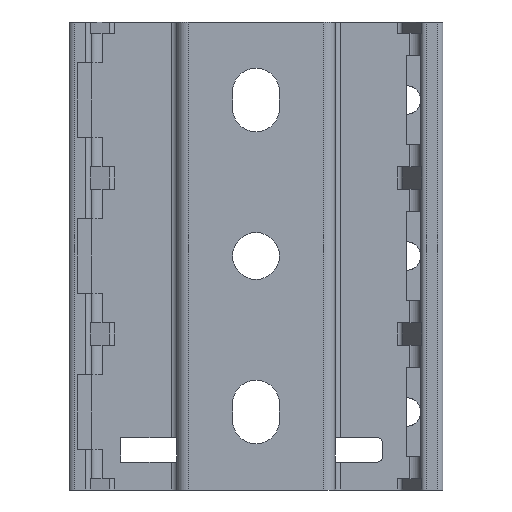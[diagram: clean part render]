
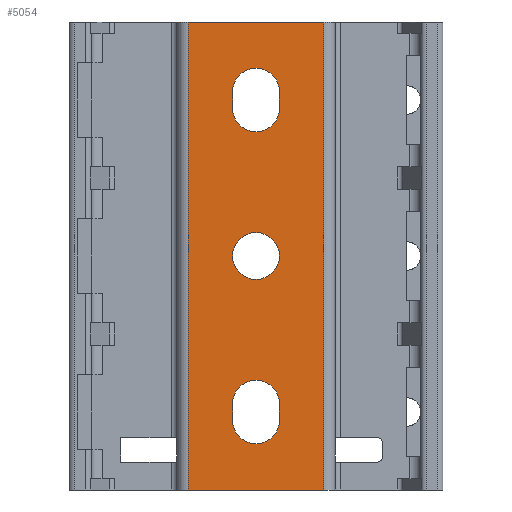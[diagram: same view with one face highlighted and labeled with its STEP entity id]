
A CAD part, front view. The second image highlights one B-rep face of the part: STEP entity #5054.
In plain terms, the highlighted planar face has unit normal (0, -1, 0).
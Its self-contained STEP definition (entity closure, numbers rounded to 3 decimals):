
#25=DIRECTION('',(1.,0.,0.));
#26=VECTOR('',#25,12.2);
#27=CARTESIAN_POINT('',(-6.1,0.,-140.));
#28=LINE('',#27,#26);
#433=DIRECTION('',(0.,0.,-1.));
#434=VECTOR('',#433,42.);
#435=CARTESIAN_POINT('',(-6.1,0.,-98.));
#436=LINE('',#435,#434);
#446=DIRECTION('',(1.,0.,0.));
#447=VECTOR('',#446,12.2);
#448=CARTESIAN_POINT('',(-6.1,0.,-98.));
#449=LINE('',#448,#447);
#450=CARTESIAN_POINT('',(0.,0.,-119.));
#451=DIRECTION('',(0.,-1.,0.));
#452=DIRECTION('',(-1.,0.,0.));
#453=AXIS2_PLACEMENT_3D('',#450,#451,#452);
#455=CARTESIAN_POINT('',(0.,0.,-119.));
#456=DIRECTION('',(0.,-1.,0.));
#457=DIRECTION('',(1.,0.,0.));
#458=AXIS2_PLACEMENT_3D('',#455,#456,#457);
#460=CARTESIAN_POINT('',(0.,0.,-105.75));
#461=DIRECTION('',(0.,1.,0.));
#462=DIRECTION('',(1.,0.,0.));
#463=AXIS2_PLACEMENT_3D('',#460,#461,#462);
#465=DIRECTION('',(0.,0.,-1.));
#466=VECTOR('',#465,1.5);
#467=CARTESIAN_POINT('',(2.1,0.,-104.25));
#468=LINE('',#467,#466);
#469=CARTESIAN_POINT('',(0.,0.,-104.25));
#470=DIRECTION('',(0.,1.,0.));
#471=DIRECTION('',(-1.,0.,0.));
#472=AXIS2_PLACEMENT_3D('',#469,#470,#471);
#474=DIRECTION('',(0.,0.,1.));
#475=VECTOR('',#474,1.5);
#476=CARTESIAN_POINT('',(-2.1,0.,-105.75));
#477=LINE('',#476,#475);
#478=CARTESIAN_POINT('',(0.,0.,-133.75));
#479=DIRECTION('',(0.,1.,0.));
#480=DIRECTION('',(1.,0.,0.));
#481=AXIS2_PLACEMENT_3D('',#478,#479,#480);
#483=DIRECTION('',(0.,0.,-1.));
#484=VECTOR('',#483,1.5);
#485=CARTESIAN_POINT('',(2.1,0.,-132.25));
#486=LINE('',#485,#484);
#487=CARTESIAN_POINT('',(0.,0.,-132.25));
#488=DIRECTION('',(0.,1.,0.));
#489=DIRECTION('',(-1.,0.,0.));
#490=AXIS2_PLACEMENT_3D('',#487,#488,#489);
#492=DIRECTION('',(0.,0.,1.));
#493=VECTOR('',#492,1.5);
#494=CARTESIAN_POINT('',(-2.1,0.,-133.75));
#495=LINE('',#494,#493);
#510=DIRECTION('',(0.,0.,-1.));
#511=VECTOR('',#510,42.);
#512=CARTESIAN_POINT('',(6.1,0.,-98.));
#513=LINE('',#512,#511);
#3504=CARTESIAN_POINT('',(6.1,0.,-140.));
#3506=VERTEX_POINT('',#3504);
#3507=CARTESIAN_POINT('',(-6.1,0.,-140.));
#3509=VERTEX_POINT('',#3507);
#4348=CARTESIAN_POINT('',(-2.1,0.,-119.));
#4349=CARTESIAN_POINT('',(2.1,0.,-119.));
#4350=VERTEX_POINT('',#4348);
#4351=VERTEX_POINT('',#4349);
#4379=CARTESIAN_POINT('',(2.1,0.,-105.75));
#4381=VERTEX_POINT('',#4379);
#4383=CARTESIAN_POINT('',(-2.1,0.,-105.75));
#4385=VERTEX_POINT('',#4383);
#4387=CARTESIAN_POINT('',(-2.1,0.,-104.25));
#4389=VERTEX_POINT('',#4387);
#4391=CARTESIAN_POINT('',(2.1,0.,-104.25));
#4393=VERTEX_POINT('',#4391);
#4411=CARTESIAN_POINT('',(2.1,0.,-133.75));
#4413=VERTEX_POINT('',#4411);
#4415=CARTESIAN_POINT('',(-2.1,0.,-133.75));
#4417=VERTEX_POINT('',#4415);
#4419=CARTESIAN_POINT('',(-2.1,0.,-132.25));
#4421=VERTEX_POINT('',#4419);
#4423=CARTESIAN_POINT('',(2.1,0.,-132.25));
#4425=VERTEX_POINT('',#4423);
#4498=CARTESIAN_POINT('',(-6.1,0.,-98.));
#4499=CARTESIAN_POINT('',(6.1,0.,-98.));
#4500=VERTEX_POINT('',#4498);
#4501=VERTEX_POINT('',#4499);
#5016=CARTESIAN_POINT('',(-7.1,0.,-140.));
#5017=DIRECTION('',(0.,-1.,0.));
#5018=DIRECTION('',(1.,0.,0.));
#5019=AXIS2_PLACEMENT_3D('',#5016,#5017,#5018);
#5020=PLANE('',#5019);
#5021=ORIENTED_EDGE('',*,*,#4727,.T.);
#5023=ORIENTED_EDGE('',*,*,#5022,.T.);
#5024=ORIENTED_EDGE('',*,*,#4575,.F.);
#5025=ORIENTED_EDGE('',*,*,#5009,.F.);
#5026=EDGE_LOOP('',(#5021,#5023,#5024,#5025));
#5027=FACE_OUTER_BOUND('',#5026,.F.);
#5029=ORIENTED_EDGE('',*,*,#5028,.T.);
#5031=ORIENTED_EDGE('',*,*,#5030,.T.);
#5032=EDGE_LOOP('',(#5029,#5031));
#5033=FACE_BOUND('',#5032,.F.);
#5035=ORIENTED_EDGE('',*,*,#5034,.F.);
#5037=ORIENTED_EDGE('',*,*,#5036,.F.);
#5039=ORIENTED_EDGE('',*,*,#5038,.F.);
#5041=ORIENTED_EDGE('',*,*,#5040,.F.);
#5042=EDGE_LOOP('',(#5035,#5037,#5039,#5041));
#5043=FACE_BOUND('',#5042,.F.);
#5045=ORIENTED_EDGE('',*,*,#5044,.F.);
#5047=ORIENTED_EDGE('',*,*,#5046,.F.);
#5049=ORIENTED_EDGE('',*,*,#5048,.F.);
#5051=ORIENTED_EDGE('',*,*,#5050,.F.);
#5052=EDGE_LOOP('',(#5045,#5047,#5049,#5051));
#5053=FACE_BOUND('',#5052,.F.);
#5054=ADVANCED_FACE('',(#5027,#5033,#5043,#5053),#5020,.T.);
#454=CIRCLE('',#453,2.1);
#459=CIRCLE('',#458,2.1);
#464=CIRCLE('',#463,2.1);
#473=CIRCLE('',#472,2.1);
#482=CIRCLE('',#481,2.1);
#491=CIRCLE('',#490,2.1);
#4575=EDGE_CURVE('',#3509,#3506,#28,.T.);
#4727=EDGE_CURVE('',#4500,#4501,#449,.T.);
#5009=EDGE_CURVE('',#4500,#3509,#436,.T.);
#5022=EDGE_CURVE('',#4501,#3506,#513,.T.);
#5028=EDGE_CURVE('',#4350,#4351,#454,.T.);
#5030=EDGE_CURVE('',#4351,#4350,#459,.T.);
#5034=EDGE_CURVE('',#4381,#4385,#464,.T.);
#5036=EDGE_CURVE('',#4393,#4381,#468,.T.);
#5038=EDGE_CURVE('',#4389,#4393,#473,.T.);
#5040=EDGE_CURVE('',#4385,#4389,#477,.T.);
#5044=EDGE_CURVE('',#4413,#4417,#482,.T.);
#5046=EDGE_CURVE('',#4425,#4413,#486,.T.);
#5048=EDGE_CURVE('',#4421,#4425,#491,.T.);
#5050=EDGE_CURVE('',#4417,#4421,#495,.T.);
